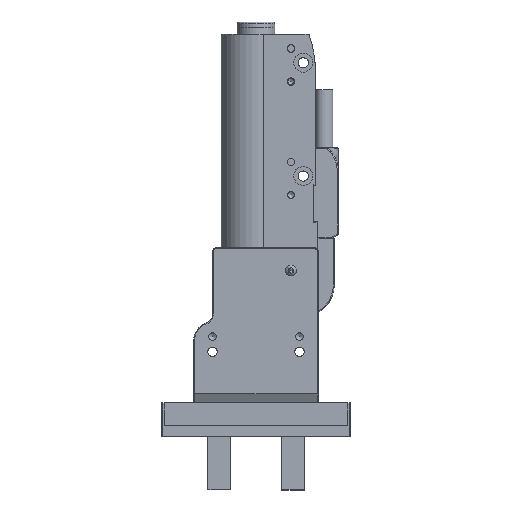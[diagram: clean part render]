
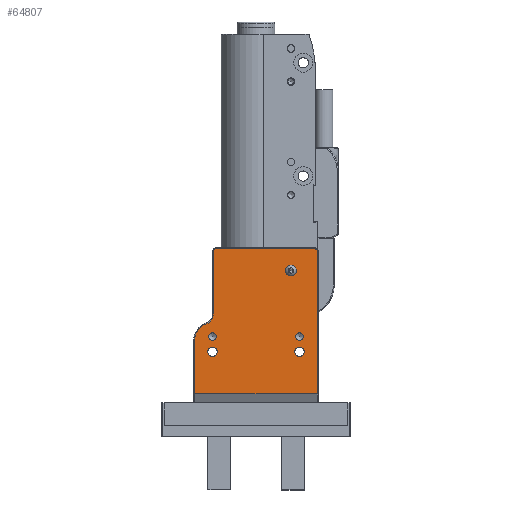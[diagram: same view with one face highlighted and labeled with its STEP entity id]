
A CAD part, top view. The second image highlights one B-rep face of the part: STEP entity #64807.
In plain terms, the highlighted planar face has unit normal (0, 0, 1).
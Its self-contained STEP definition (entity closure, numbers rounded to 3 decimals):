
#3432 = VERTEX_POINT ( 'NONE', #16940 ) ;
#3958 = CARTESIAN_POINT ( 'NONE',  ( 25., -47., 22.5 ) ) ;
#4304 = VERTEX_POINT ( 'NONE', #9638 ) ;
#4586 = DIRECTION ( 'NONE',  ( 0., 0., -1. ) ) ;
#4941 = EDGE_CURVE ( 'NONE', #4304, #3432, #7508, .T. ) ;
#5961 = DIRECTION ( 'NONE',  ( 0., -1., 0. ) ) ;
#6210 = EDGE_CURVE ( 'NONE', #11571, #46332, #53744, .T. ) ;
#7030 = VERTEX_POINT ( 'NONE', #14238 ) ;
#7346 = DIRECTION ( 'NONE',  ( 0., 1., 0. ) ) ;
#7432 = VERTEX_POINT ( 'NONE', #30657 ) ;
#7508 = CIRCLE ( 'NONE', #73877, 1.5 ) ;
#9638 = CARTESIAN_POINT ( 'NONE',  ( 32.5, -2., 22.5 ) ) ;
#9769 = AXIS2_PLACEMENT_3D ( 'NONE', #74896, #68451, #32117 ) ;
#9890 = FACE_BOUND ( 'NONE', #26093, .T. ) ;
#10222 = CIRCLE ( 'NONE', #45886, 2.25 ) ;
#10320 = EDGE_CURVE ( 'NONE', #43746, #62708, #25596, .T. ) ;
#11571 = VERTEX_POINT ( 'NONE', #65428 ) ;
#11646 = DIRECTION ( 'NONE',  ( 1., 0., 0. ) ) ;
#12585 = DIRECTION ( 'NONE',  ( 1., 0., 0. ) ) ;
#12756 = DIRECTION ( 'NONE',  ( 0., 1., 0. ) ) ;
#13100 = VECTOR ( 'NONE', #12756, 1000. ) ;
#13230 = ORIENTED_EDGE ( 'NONE', *, *, #36474, .F. ) ;
#13348 = EDGE_CURVE ( 'NONE', #47323, #71140, #41335, .T. ) ;
#13764 = CARTESIAN_POINT ( 'NONE',  ( -21., -2., 22.5 ) ) ;
#14238 = CARTESIAN_POINT ( 'NONE',  ( 25.5, -55., 22.5 ) ) ;
#14679 = CARTESIAN_POINT ( 'NONE',  ( 33., -0.5, 22.5 ) ) ;
#14735 = FACE_BOUND ( 'NONE', #50695, .T. ) ;
#15366 = CARTESIAN_POINT ( 'NONE',  ( -23., -49.142, 22.5 ) ) ;
#16273 = VERTEX_POINT ( 'NONE', #27795 ) ;
#16828 = CARTESIAN_POINT ( 'NONE',  ( 31., -2., 22.5 ) ) ;
#16940 = CARTESIAN_POINT ( 'NONE',  ( 31., -0.5, 22.5 ) ) ;
#18004 = ORIENTED_EDGE ( 'NONE', *, *, #31156, .T. ) ;
#19925 = EDGE_CURVE ( 'NONE', #46332, #7432, #28430, .T. ) ;
#20121 = EDGE_LOOP ( 'NONE', ( #67881, #18004, #57426, #49376, #26427, #68389, #32495, #32414, #30244 ) ) ;
#20431 = LINE ( 'NONE', #43987, #28414 ) ;
#20526 = EDGE_CURVE ( 'NONE', #50523, #50523, #73072, .T. ) ;
#21234 = EDGE_CURVE ( 'NONE', #7030, #7030, #74452, .T. ) ;
#23075 = ORIENTED_EDGE ( 'NONE', *, *, #50576, .F. ) ;
#23951 = EDGE_CURVE ( 'NONE', #7432, #43746, #60709, .T. ) ;
#24650 = EDGE_CURVE ( 'NONE', #71140, #11571, #20431, .T. ) ;
#24997 = CARTESIAN_POINT ( 'NONE',  ( -20.5, -55., 22.5 ) ) ;
#25596 = LINE ( 'NONE', #50350, #43793 ) ;
#25655 = ORIENTED_EDGE ( 'NONE', *, *, #72573, .F. ) ;
#26093 = EDGE_LOOP ( 'NONE', ( #55705 ) ) ;
#26110 = DIRECTION ( 'NONE',  ( 0., 0., 1. ) ) ;
#26427 = ORIENTED_EDGE ( 'NONE', *, *, #13348, .T. ) ;
#27795 = CARTESIAN_POINT ( 'NONE',  ( -21., -47., 22.5 ) ) ;
#28414 = VECTOR ( 'NONE', #68751, 1000. ) ;
#28430 = CIRCLE ( 'NONE', #50094, 9.5 ) ;
#29348 = CARTESIAN_POINT ( 'NONE',  ( -28., -35., 22.5 ) ) ;
#30244 = ORIENTED_EDGE ( 'NONE', *, *, #23951, .T. ) ;
#30657 = CARTESIAN_POINT ( 'NONE',  ( -32.5, -49.142, 22.5 ) ) ;
#31156 = EDGE_CURVE ( 'NONE', #62708, #4304, #55062, .T. ) ;
#31210 = DIRECTION ( 'NONE',  ( 1., 0., 0. ) ) ;
#32117 = DIRECTION ( 'NONE',  ( 1., 0., 0. ) ) ;
#32409 = AXIS2_PLACEMENT_3D ( 'NONE', #59989, #41185, #11646 ) ;
#32414 = ORIENTED_EDGE ( 'NONE', *, *, #19925, .T. ) ;
#32495 = ORIENTED_EDGE ( 'NONE', *, *, #6210, .T. ) ;
#35416 = CARTESIAN_POINT ( 'NONE',  ( -21., -0.5, 22.5 ) ) ;
#36474 = EDGE_CURVE ( 'NONE', #62358, #62358, #10222, .T. ) ;
#37858 = CARTESIAN_POINT ( 'NONE',  ( 32.5, -82., 22.5 ) ) ;
#38010 = EDGE_LOOP ( 'NONE', ( #25655 ) ) ;
#38616 = DIRECTION ( 'NONE',  ( 0., 0., 1. ) ) ;
#41011 = FACE_OUTER_BOUND ( 'NONE', #20121, .T. ) ;
#41185 = DIRECTION ( 'NONE',  ( 0., 0., 1. ) ) ;
#41335 = CIRCLE ( 'NONE', #50276, 1.5 ) ;
#41540 = DIRECTION ( 'NONE',  ( 0., 1., 0. ) ) ;
#42205 = AXIS2_PLACEMENT_3D ( 'NONE', #29348, #4586, #53733 ) ;
#43746 = VERTEX_POINT ( 'NONE', #65948 ) ;
#43793 = VECTOR ( 'NONE', #31210, 1000. ) ;
#43987 = CARTESIAN_POINT ( 'NONE',  ( -22.5, -82., 22.5 ) ) ;
#45886 = AXIS2_PLACEMENT_3D ( 'NONE', #59733, #78529, #12585 ) ;
#46214 = AXIS2_PLACEMENT_3D ( 'NONE', #56643, #38616, #63033 ) ;
#46332 = VERTEX_POINT ( 'NONE', #54679 ) ;
#47323 = VERTEX_POINT ( 'NONE', #35416 ) ;
#49376 = ORIENTED_EDGE ( 'NONE', *, *, #50445, .T. ) ;
#50094 = AXIS2_PLACEMENT_3D ( 'NONE', #15366, #52055, #70477 ) ;
#50144 = AXIS2_PLACEMENT_3D ( 'NONE', #62268, #63050, #50217 ) ;
#50217 = DIRECTION ( 'NONE',  ( 1., 0., 0. ) ) ;
#50276 = AXIS2_PLACEMENT_3D ( 'NONE', #13764, #26110, #7346 ) ;
#50350 = CARTESIAN_POINT ( 'NONE',  ( 33., -77.323, 22.5 ) ) ;
#50445 = EDGE_CURVE ( 'NONE', #3432, #47323, #52149, .T. ) ;
#50523 = VERTEX_POINT ( 'NONE', #24997 ) ;
#50576 = EDGE_CURVE ( 'NONE', #16273, #16273, #56977, .T. ) ;
#50695 = EDGE_LOOP ( 'NONE', ( #23075 ) ) ;
#51407 = FACE_BOUND ( 'NONE', #38010, .T. ) ;
#52055 = DIRECTION ( 'NONE',  ( 0., 0., 1. ) ) ;
#52149 = LINE ( 'NONE', #14679, #67105 ) ;
#52460 = EDGE_LOOP ( 'NONE', ( #60997 ) ) ;
#52559 = CARTESIAN_POINT ( 'NONE',  ( 32.5, -77.323, 22.5 ) ) ;
#52934 = AXIS2_PLACEMENT_3D ( 'NONE', #71387, #65383, #65781 ) ;
#53003 = PLANE ( 'NONE',  #52934 ) ;
#53733 = DIRECTION ( 'NONE',  ( 0., 1., 0. ) ) ;
#53744 = CIRCLE ( 'NONE', #42205, 5.5 ) ;
#54679 = CARTESIAN_POINT ( 'NONE',  ( -26.167, -40.185, 22.5 ) ) ;
#55062 = LINE ( 'NONE', #37858, #13100 ) ;
#55705 = ORIENTED_EDGE ( 'NONE', *, *, #20526, .F. ) ;
#56327 = CARTESIAN_POINT ( 'NONE',  ( 20.75, -12., 22.5 ) ) ;
#56643 = CARTESIAN_POINT ( 'NONE',  ( -23., -55., 22.5 ) ) ;
#56977 = CIRCLE ( 'NONE', #9769, 2. ) ;
#57426 = ORIENTED_EDGE ( 'NONE', *, *, #4941, .T. ) ;
#59733 = CARTESIAN_POINT ( 'NONE',  ( 18.5, -12., 22.5 ) ) ;
#59989 = CARTESIAN_POINT ( 'NONE',  ( 23., -47., 22.5 ) ) ;
#60709 = LINE ( 'NONE', #65892, #71793 ) ;
#60728 = DIRECTION ( 'NONE',  ( 0., 0., 1. ) ) ;
#60997 = ORIENTED_EDGE ( 'NONE', *, *, #21234, .F. ) ;
#62268 = CARTESIAN_POINT ( 'NONE',  ( 23., -55., 22.5 ) ) ;
#62358 = VERTEX_POINT ( 'NONE', #56327 ) ;
#62708 = VERTEX_POINT ( 'NONE', #52559 ) ;
#63033 = DIRECTION ( 'NONE',  ( 1., 0., 0. ) ) ;
#63050 = DIRECTION ( 'NONE',  ( 0., 0., 1. ) ) ;
#63336 = EDGE_LOOP ( 'NONE', ( #13230 ) ) ;
#64807 = ADVANCED_FACE ( 'NONE', ( #14735, #51407, #9890, #65007, #77415, #41011 ), #53003, .F. ) ;
#65007 = FACE_BOUND ( 'NONE', #52460, .T. ) ;
#65383 = DIRECTION ( 'NONE',  ( 0., 0., -1. ) ) ;
#65428 = CARTESIAN_POINT ( 'NONE',  ( -22.5, -35., 22.5 ) ) ;
#65544 = CIRCLE ( 'NONE', #32409, 2. ) ;
#65781 = DIRECTION ( 'NONE',  ( 0., 1., 0. ) ) ;
#65892 = CARTESIAN_POINT ( 'NONE',  ( -32.5, -77.323, 22.5 ) ) ;
#65948 = CARTESIAN_POINT ( 'NONE',  ( -32.5, -77.323, 22.5 ) ) ;
#67105 = VECTOR ( 'NONE', #76595, 1000. ) ;
#67881 = ORIENTED_EDGE ( 'NONE', *, *, #10320, .T. ) ;
#68389 = ORIENTED_EDGE ( 'NONE', *, *, #24650, .T. ) ;
#68451 = DIRECTION ( 'NONE',  ( 0., 0., 1. ) ) ;
#68751 = DIRECTION ( 'NONE',  ( 0., -1., 0. ) ) ;
#70477 = DIRECTION ( 'NONE',  ( 0., 1., 0. ) ) ;
#70718 = VERTEX_POINT ( 'NONE', #3958 ) ;
#71140 = VERTEX_POINT ( 'NONE', #72949 ) ;
#71387 = CARTESIAN_POINT ( 'NONE',  ( 33., -82., 22.5 ) ) ;
#71793 = VECTOR ( 'NONE', #5961, 1000. ) ;
#72573 = EDGE_CURVE ( 'NONE', #70718, #70718, #65544, .T. ) ;
#72949 = CARTESIAN_POINT ( 'NONE',  ( -22.5, -2., 22.5 ) ) ;
#73072 = CIRCLE ( 'NONE', #46214, 2.5 ) ;
#73877 = AXIS2_PLACEMENT_3D ( 'NONE', #16828, #60728, #41540 ) ;
#74452 = CIRCLE ( 'NONE', #50144, 2.5 ) ;
#74896 = CARTESIAN_POINT ( 'NONE',  ( -23., -47., 22.5 ) ) ;
#76595 = DIRECTION ( 'NONE',  ( -1., 0., 0. ) ) ;
#77415 = FACE_BOUND ( 'NONE', #63336, .T. ) ;
#78529 = DIRECTION ( 'NONE',  ( 0., 0., 1. ) ) ;
